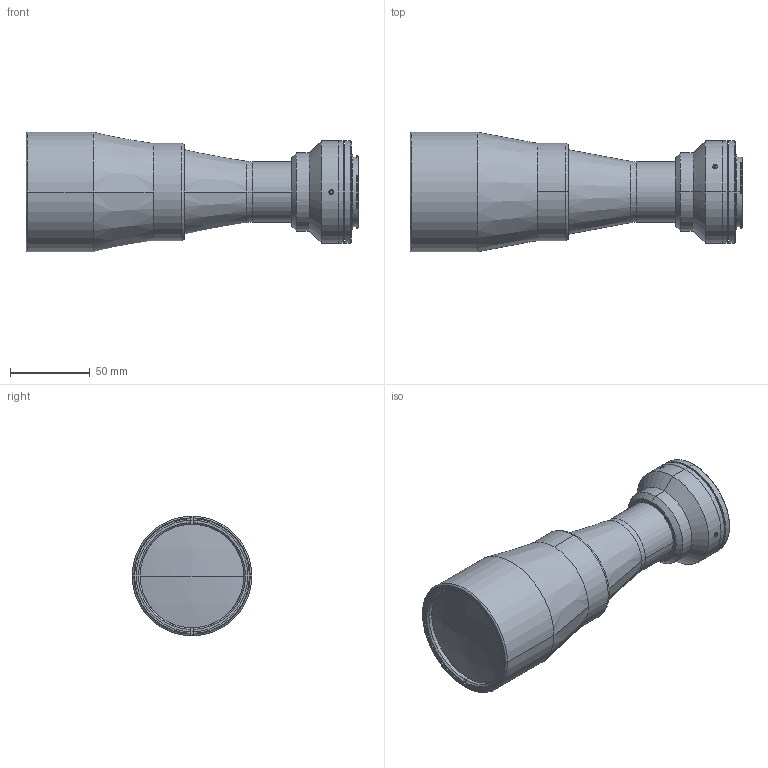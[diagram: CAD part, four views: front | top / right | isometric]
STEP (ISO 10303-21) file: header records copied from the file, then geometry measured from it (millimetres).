
FILE_DESCRIPTION (( 'STEP AP203' ), '1' );
FILE_NAME ('DP71394_TC2MHR048-F.step', '2021-10-01T13:59:09', ( '' ), ( '' ), 'SwSTEP 2.0', 'SolidWorks 2021', '' );
FILE_SCHEMA (( 'CONFIG_CONTROL_DESIGN' ));
Length unit declared in the file: millimetre
Products named in the file (1): DP71394_TC2MHR048-F
Bounding box: 208.13 x 75 x 75 mm (x, y, z)
Surface area: 60295.1 mm2 (no closed solid volume)
Topology: 0 solids, 20 shells, 191 faces, 541 edges, 362 vertices
Faces by surface type: plane 82, cylinder 61, cone 32, torus 12, sphere 4
Entity records: 6418 total; most frequent: CARTESIAN_POINT 1321, DIRECTION 1138, ORIENTED_EDGE 896, EDGE_CURVE 535, AXIS2_PLACEMENT_3D 435, VERTEX_POINT 362, VECTOR 268, LINE 268
